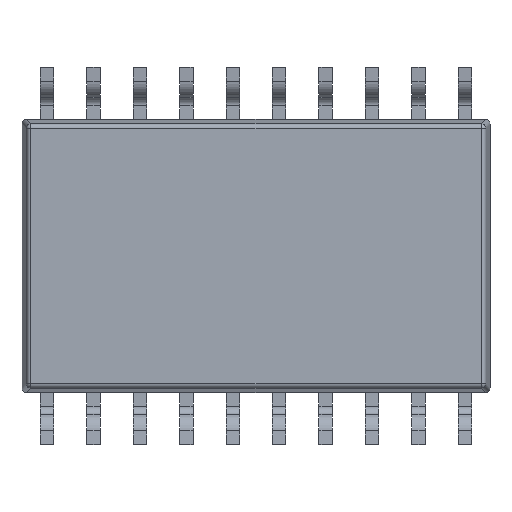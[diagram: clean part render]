
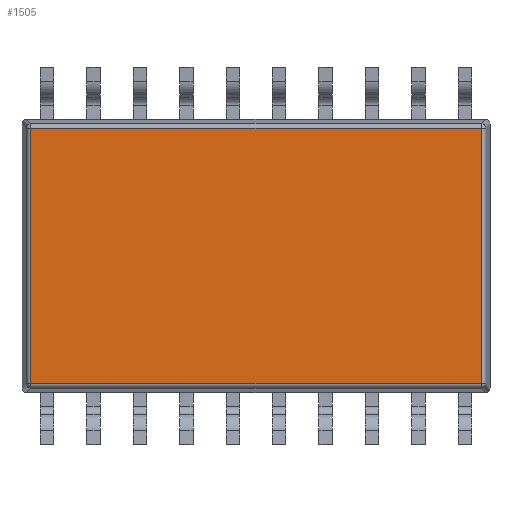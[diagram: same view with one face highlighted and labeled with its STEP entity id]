
A CAD part, front view. The second image highlights one B-rep face of the part: STEP entity #1505.
In plain terms, the highlighted planar face has unit normal (0, -1, 0).
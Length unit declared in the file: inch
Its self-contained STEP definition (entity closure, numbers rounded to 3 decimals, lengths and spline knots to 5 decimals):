
#528=DIRECTION('',(0.,0.,1.));
#529=VECTOR('',#528,0.27484);
#530=CARTESIAN_POINT('',(0.24242,-0.05,-0.13742));
#531=LINE('',#530,#529);
#550=DIRECTION('',(1.,0.,0.));
#551=VECTOR('',#550,0.48484);
#552=CARTESIAN_POINT('',(-0.24242,-0.05,-0.13742));
#553=LINE('',#552,#551);
#816=DIRECTION('',(-1.,0.,0.));
#817=VECTOR('',#816,0.48484);
#818=CARTESIAN_POINT('',(0.24242,-0.05,0.13742));
#819=LINE('',#818,#817);
#846=DIRECTION('',(0.,0.,-1.));
#847=VECTOR('',#846,0.27484);
#848=CARTESIAN_POINT('',(-0.24242,-0.05,0.13742));
#849=LINE('',#848,#847);
#1000=CARTESIAN_POINT('',(0.24242,-0.05,0.13742));
#1001=CARTESIAN_POINT('',(-0.24242,-0.05,0.13742));
#1002=VERTEX_POINT('',#1000);
#1003=VERTEX_POINT('',#1001);
#1010=CARTESIAN_POINT('',(-0.24242,-0.05,-0.13742));
#1011=VERTEX_POINT('',#1010);
#1016=CARTESIAN_POINT('',(0.24242,-0.05,-0.13742));
#1017=VERTEX_POINT('',#1016);
#1491=CARTESIAN_POINT('',(0.,-0.05,0.));
#1492=DIRECTION('',(0.,-1.,0.));
#1493=DIRECTION('',(-1.,0.,0.));
#1494=AXIS2_PLACEMENT_3D('',#1491,#1492,#1493);
#1495=PLANE('',#1494);
#1496=ORIENTED_EDGE('',*,*,#1481,.F.);
#1498=ORIENTED_EDGE('',*,*,#1497,.F.);
#1500=ORIENTED_EDGE('',*,*,#1499,.F.);
#1502=ORIENTED_EDGE('',*,*,#1501,.F.);
#1503=EDGE_LOOP('',(#1496,#1498,#1500,#1502));
#1504=FACE_OUTER_BOUND('',#1503,.F.);
#1505=ADVANCED_FACE('',(#1504),#1495,.T.);
#1481=EDGE_CURVE('',#1017,#1002,#531,.T.);
#1497=EDGE_CURVE('',#1011,#1017,#553,.T.);
#1499=EDGE_CURVE('',#1003,#1011,#849,.T.);
#1501=EDGE_CURVE('',#1002,#1003,#819,.T.);
